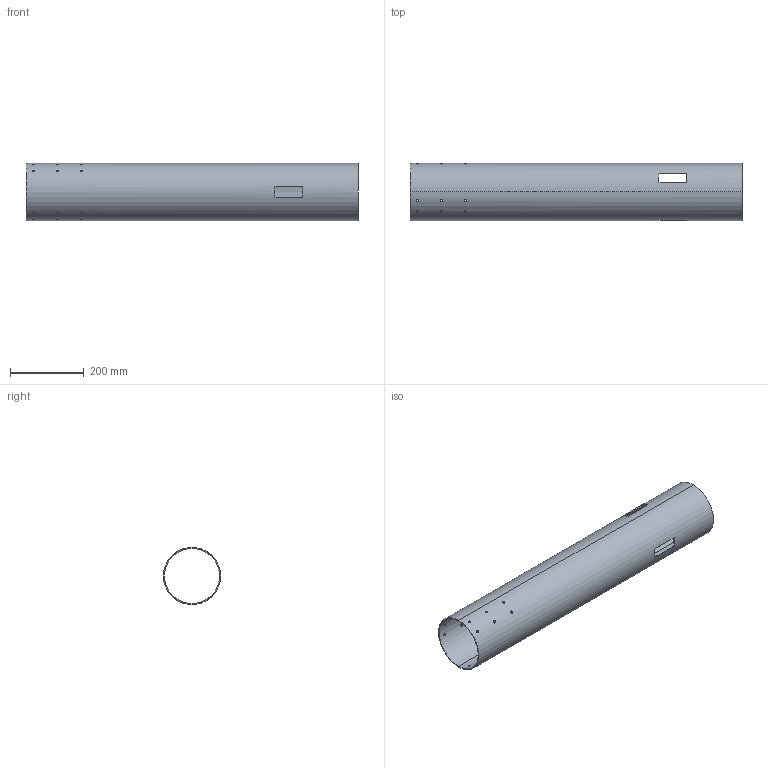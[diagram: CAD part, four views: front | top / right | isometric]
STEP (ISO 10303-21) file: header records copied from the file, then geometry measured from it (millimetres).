
FILE_DESCRIPTION (( 'STEP AP214' ), '1' );
FILE_NAME ('21001_LOWER BODY TUBE.STEP', '2017-03-17T12:05:27', ( 'Christian Cardinaux' ), ( '' ), 'SwSTEP 2.0', 'SolidWorks 2016', '' );
FILE_SCHEMA (( 'AUTOMOTIVE_DESIGN' ));
Length unit declared in the file: millimetre
Products named in the file (1): 21001_LOWER BODY TUBE
Bounding box: 900 x 154.94 x 154.94 mm (x, y, z)
Volume: 1046601 mm3; surface area: 852291.8 mm2
Topology: 1 solids, 1 shells, 54 faces, 156 edges, 104 vertices
Faces by surface type: cylinder 40, plane 14
Entity records: 4042 total; most frequent: CARTESIAN_POINT 2619, ORIENTED_EDGE 312, DIRECTION 214, EDGE_CURVE 156, VERTEX_POINT 104, EDGE_LOOP 98, AXIS2_PLACEMENT_3D 75, B_SPLINE_CURVE_WITH_KNOTS 72
